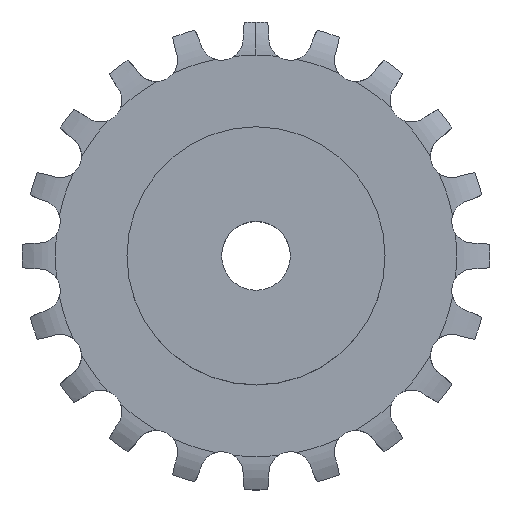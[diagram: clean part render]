
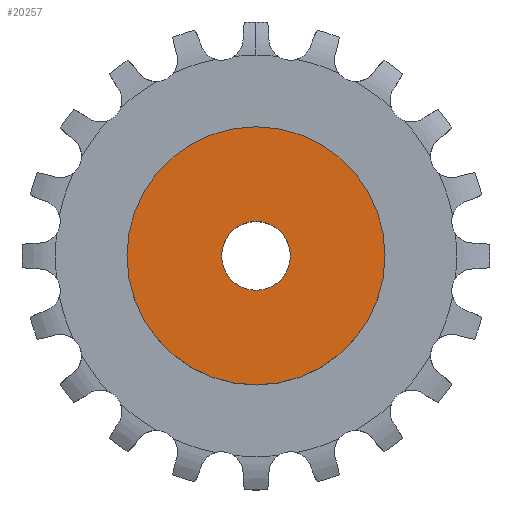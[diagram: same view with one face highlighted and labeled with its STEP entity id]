
A CAD part, top view. The second image highlights one B-rep face of the part: STEP entity #20257.
In plain terms, the highlighted planar face has unit normal (0, 0, 1).
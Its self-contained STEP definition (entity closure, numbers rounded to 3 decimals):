
#5954 = CYLINDRICAL_SURFACE('',#5955,15.);
#5955 = AXIS2_PLACEMENT_3D('',#5956,#5957,#5958);
#5956 = CARTESIAN_POINT('',(0.,0.,0.));
#5957 = DIRECTION('',(-0.,-0.,-1.));
#5958 = DIRECTION('',(1.,0.,0.));
#16548 = CYLINDRICAL_SURFACE('',#16549,4.);
#16549 = AXIS2_PLACEMENT_3D('',#16550,#16551,#16552);
#16550 = CARTESIAN_POINT('',(0.,0.,78.979));
#16551 = DIRECTION('',(0.,0.,1.));
#16552 = DIRECTION('',(1.,0.,-0.));
#18936 = VERTEX_POINT('',#18937);
#18937 = CARTESIAN_POINT('',(15.,0.,14.));
#18958 = EDGE_CURVE('',#18936,#18936,#18959,.T.);
#18959 = SURFACE_CURVE('',#18960,(#18965,#18972),.PCURVE_S1.);
#18960 = CIRCLE('',#18961,15.);
#18961 = AXIS2_PLACEMENT_3D('',#18962,#18963,#18964);
#18962 = CARTESIAN_POINT('',(0.,0.,14.));
#18963 = DIRECTION('',(0.,0.,1.));
#18964 = DIRECTION('',(1.,0.,0.));
#18965 = PCURVE('',#5954,#18966);
#18966 = DEFINITIONAL_REPRESENTATION('',(#18967),#18971);
#18967 = LINE('',#18968,#18969);
#18968 = CARTESIAN_POINT('',(-0.,-14.));
#18969 = VECTOR('',#18970,1.);
#18970 = DIRECTION('',(-1.,0.));
#18971 = ( GEOMETRIC_REPRESENTATION_CONTEXT(2) 
PARAMETRIC_REPRESENTATION_CONTEXT() REPRESENTATION_CONTEXT('2D SPACE',''
  ) );
#18972 = PCURVE('',#18973,#18978);
#18973 = PLANE('',#18974);
#18974 = AXIS2_PLACEMENT_3D('',#18975,#18976,#18977);
#18975 = CARTESIAN_POINT('',(0.,0.,14.));
#18976 = DIRECTION('',(-0.,0.,1.));
#18977 = DIRECTION('',(0.,-1.,0.));
#18978 = DEFINITIONAL_REPRESENTATION('',(#18979),#18983);
#18979 = CIRCLE('',#18980,15.);
#18980 = AXIS2_PLACEMENT_2D('',#18981,#18982);
#18981 = CARTESIAN_POINT('',(0.,0.));
#18982 = DIRECTION('',(0.,1.));
#18983 = ( GEOMETRIC_REPRESENTATION_CONTEXT(2) 
PARAMETRIC_REPRESENTATION_CONTEXT() REPRESENTATION_CONTEXT('2D SPACE',''
  ) );
#20211 = EDGE_CURVE('',#20212,#20212,#20214,.T.);
#20212 = VERTEX_POINT('',#20213);
#20213 = CARTESIAN_POINT('',(4.,0.,14.));
#20214 = SURFACE_CURVE('',#20215,(#20220,#20227),.PCURVE_S1.);
#20215 = CIRCLE('',#20216,4.);
#20216 = AXIS2_PLACEMENT_3D('',#20217,#20218,#20219);
#20217 = CARTESIAN_POINT('',(0.,0.,14.));
#20218 = DIRECTION('',(0.,0.,1.));
#20219 = DIRECTION('',(1.,0.,-0.));
#20220 = PCURVE('',#16548,#20221);
#20221 = DEFINITIONAL_REPRESENTATION('',(#20222),#20226);
#20222 = LINE('',#20223,#20224);
#20223 = CARTESIAN_POINT('',(0.,-64.979));
#20224 = VECTOR('',#20225,1.);
#20225 = DIRECTION('',(1.,0.));
#20226 = ( GEOMETRIC_REPRESENTATION_CONTEXT(2) 
PARAMETRIC_REPRESENTATION_CONTEXT() REPRESENTATION_CONTEXT('2D SPACE',''
  ) );
#20227 = PCURVE('',#18973,#20228);
#20228 = DEFINITIONAL_REPRESENTATION('',(#20229),#20233);
#20229 = CIRCLE('',#20230,4.);
#20230 = AXIS2_PLACEMENT_2D('',#20231,#20232);
#20231 = CARTESIAN_POINT('',(0.,0.));
#20232 = DIRECTION('',(0.,1.));
#20233 = ( GEOMETRIC_REPRESENTATION_CONTEXT(2) 
PARAMETRIC_REPRESENTATION_CONTEXT() REPRESENTATION_CONTEXT('2D SPACE',''
  ) );
#20257 = ADVANCED_FACE('',(#20258,#20261),#18973,.T.);
#20258 = FACE_BOUND('',#20259,.T.);
#20259 = EDGE_LOOP('',(#20260));
#20260 = ORIENTED_EDGE('',*,*,#18958,.T.);
#20261 = FACE_BOUND('',#20262,.T.);
#20262 = EDGE_LOOP('',(#20263));
#20263 = ORIENTED_EDGE('',*,*,#20211,.F.);
